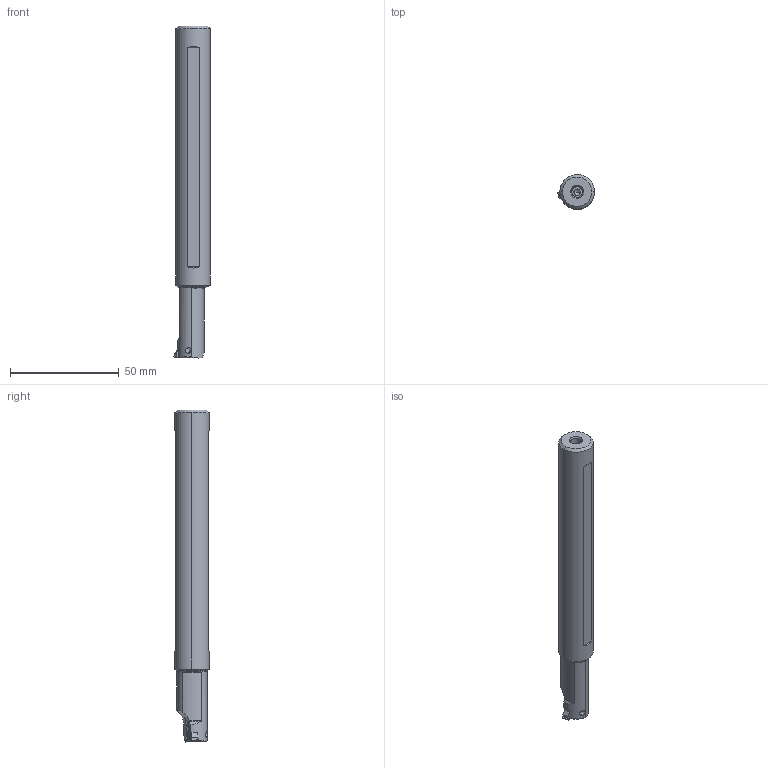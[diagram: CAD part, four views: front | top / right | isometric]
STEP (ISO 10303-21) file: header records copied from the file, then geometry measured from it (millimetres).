
FILE_DESCRIPTION((''),'2;1');
FILE_NAME('MMTIR102-0_60-1_5-C_100ISO-S_ASM','2021-01-28T13:50:48',('tlyac05'),('PTC Japan'),'CREO PARAMETRIC BY PTC INC, 2018500','CREO PARAMETRIC BY PTC INC, 2018500','');
FILE_SCHEMA(('AUTOMOTIVE_DESIGN { 1 0 10303 214 1 1 1 1 }'));
Length unit declared in the file: millimetre
Products named in the file (3): CUT_MMTIR102-0_60-1_5-C_100ISO; NOCUT_MMTIR102-0_60-1_5-C; MMTIR102-0_60-1_5-C_100ISO-S_ASM
Assembly tree (2 placements, depth 2):
  MMTIR102-0_60-1_5-C_100ISO-S_ASM
    CUT_MMTIR102-0_60-1_5-C_100ISO
    NOCUT_MMTIR102-0_60-1_5-C
Bounding box: 16.94 x 15.88 x 152.48 mm (x, y, z)
Volume: 24354 mm3; surface area: 9882.9 mm2
Topology: 2 solids, 2 shells, 112 faces, 349 edges, 242 vertices
Faces by surface type: plane 46, cylinder 37, cone 22, torus 7
Entity records: 6607 total; most frequent: CARTESIAN_POINT 1514, DIRECTION 633, ORIENTED_EDGE 630, PRESENTATION_STYLE_ASSIGNMENT 462, STYLED_ITEM 462, CURVE_STYLE 348, EDGE_CURVE 315, AXIS2_PLACEMENT_3D 227
